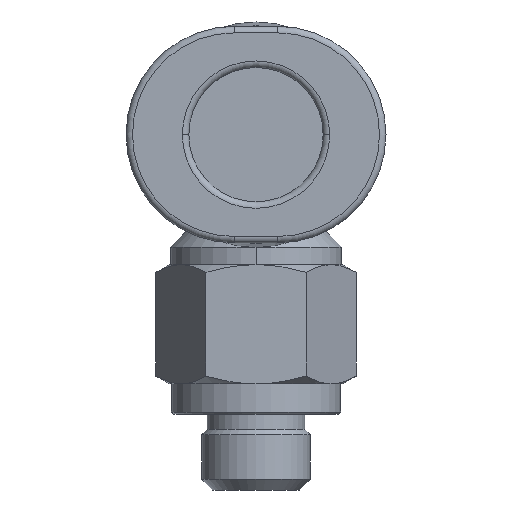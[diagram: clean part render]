
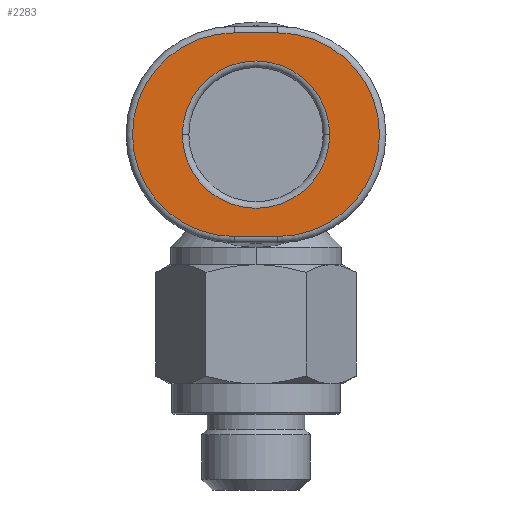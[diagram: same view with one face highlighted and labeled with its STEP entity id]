
A CAD part, front view. The second image highlights one B-rep face of the part: STEP entity #2283.
In plain terms, the highlighted planar face has unit normal (0, -1, 0).
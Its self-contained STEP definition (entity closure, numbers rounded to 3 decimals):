
#1226=CARTESIAN_POINT('',(3.4,-14.,5.6));
#1227=VERTEX_POINT('',#1226);
#1235=CARTESIAN_POINT('',(-3.4,-14.,5.6));
#1236=VERTEX_POINT('',#1235);
#1237=CARTESIAN_POINT('',(0.0,-14.,5.6));
#1238=DIRECTION('',(0.0,-1.0,0.0));
#1239=DIRECTION('',(1.0,0.0,0.0));
#1240=AXIS2_PLACEMENT_3D('',#1237,#1238,#1239);
#1241=CIRCLE('',#1240,3.4);
#1242=EDGE_CURVE('',#1227,#1236,#1241,.T.);
#2079=CARTESIAN_POINT('',(1.,-14.,10.3));
#2080=VERTEX_POINT('',#2079);
#2081=CARTESIAN_POINT('',(1.0,-14.,0.9));
#2082=VERTEX_POINT('',#2081);
#2083=CARTESIAN_POINT('',(1.0,-14.,5.6));
#2084=DIRECTION('',(0.,1.0,0.));
#2085=DIRECTION('',(1.0,0.,0.));
#2086=AXIS2_PLACEMENT_3D('',#2083,#2084,#2085);
#2087=CIRCLE('',#2086,4.7);
#2088=EDGE_CURVE('',#2080,#2082,#2087,.T.);
#2123=CARTESIAN_POINT('',(-1.0,-14.,0.9));
#2124=VERTEX_POINT('',#2123);
#2125=CARTESIAN_POINT('',(1.0,-14.,0.9));
#2126=DIRECTION('',(-1.0,0.0,0.0));
#2127=VECTOR('',#2126,2.0);
#2128=LINE('',#2125,#2127);
#2129=EDGE_CURVE('',#2082,#2124,#2128,.T.);
#2163=CARTESIAN_POINT('',(-1.,-14.,10.3));
#2164=VERTEX_POINT('',#2163);
#2172=CARTESIAN_POINT('',(-1.,-14.,10.3));
#2173=DIRECTION('',(1.0,0.0,0.0));
#2174=VECTOR('',#2173,2.);
#2175=LINE('',#2172,#2174);
#2176=EDGE_CURVE('',#2164,#2080,#2175,.T.);
#2187=CARTESIAN_POINT('',(-1.0,-14.,5.6));
#2188=DIRECTION('',(0.0,1.0,0.0));
#2189=DIRECTION('',(-1.0,0.0,0.0));
#2190=AXIS2_PLACEMENT_3D('',#2187,#2188,#2189);
#2191=CIRCLE('',#2190,4.7);
#2192=EDGE_CURVE('',#2124,#2164,#2191,.T.);
#2262=CARTESIAN_POINT('',(0.,-14.,5.6));
#2263=DIRECTION('',(0.0,1.0,0.0));
#2264=DIRECTION('',(1.0,0.0,0.0));
#2265=AXIS2_PLACEMENT_3D('',#2262,#2263,#2264);
#2266=PLANE('',#2265);
#2267=ORIENTED_EDGE('',*,*,#2088,.F.);
#2268=ORIENTED_EDGE('',*,*,#2176,.F.);
#2269=ORIENTED_EDGE('',*,*,#2192,.F.);
#2270=ORIENTED_EDGE('',*,*,#2129,.F.);
#2271=EDGE_LOOP('',(#2267,#2268,#2269,#2270));
#2272=FACE_OUTER_BOUND('',#2271,.T.);
#2273=CARTESIAN_POINT('',(0.0,-14.,5.6));
#2274=DIRECTION('',(0.0,-1.0,0.0));
#2275=DIRECTION('',(1.0,0.0,0.0));
#2276=AXIS2_PLACEMENT_3D('',#2273,#2274,#2275);
#2277=CIRCLE('',#2276,3.4);
#2278=EDGE_CURVE('',#1236,#1227,#2277,.T.);
#2279=ORIENTED_EDGE('',*,*,#2278,.F.);
#2280=ORIENTED_EDGE('',*,*,#1242,.F.);
#2281=EDGE_LOOP('',(#2279,#2280));
#2282=FACE_BOUND('',#2281,.T.);
#2283=ADVANCED_FACE('',(#2272,#2282),#2266,.F.);
